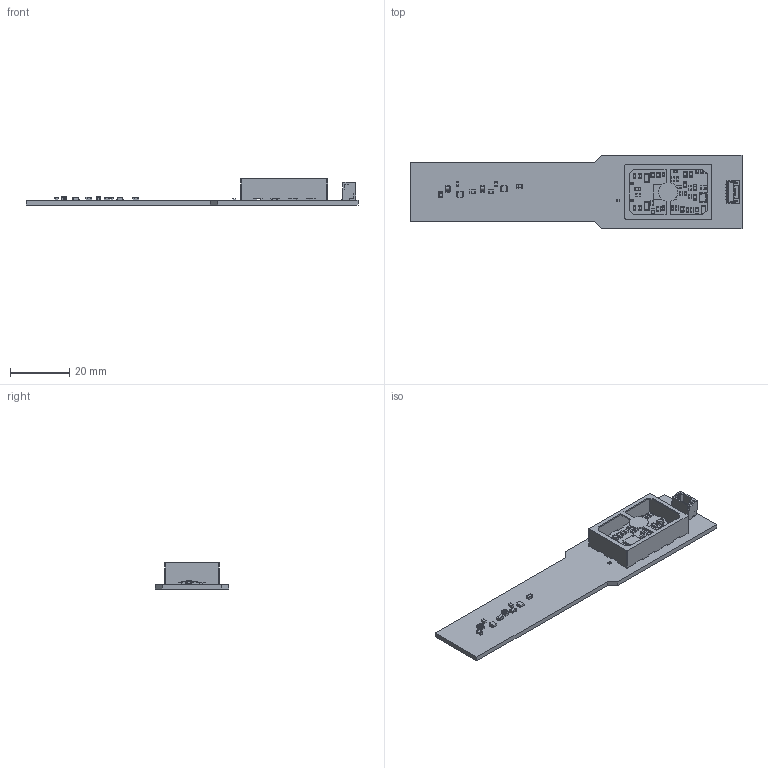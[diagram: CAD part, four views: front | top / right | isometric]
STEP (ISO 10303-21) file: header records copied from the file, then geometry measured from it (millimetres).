
FILE_DESCRIPTION(('KiCad electronic assembly'),'2;1');
FILE_NAME('MW_generator.step','2022-04-29T10:26:56',('An Author'),( 'A Company'),'Open CASCADE STEP processor 6.9', 'KiCad to STEP converter','Unknown');
FILE_SCHEMA(('AUTOMOTIVE_DESIGN { 1 0 10303 214 1 1 1 1 }'));
Length unit declared in the file: millimetre
Products named in the file (26): Open CASCADE STEP translator 6.9 1; SMD_1005_L; COMPOUND; SMD_1608_R; BM06B-NSHSS; ASE-25; SMD_2012_C; SMD_1608_C; BMI-S-209-F; SOLID; SMA3117; SMD_2012_L2; ADF4351; SMD_3216_R; SMD_2012_L
Assembly tree (73 placements, depth 3):
  Open CASCADE STEP translator 6.9 1
    SMD_1005_L  x3
      COMPOUND
    SMD_1608_R  x12
      COMPOUND
    BM06B-NSHSS
      COMPOUND
    ASE-25
      COMPOUND
    SMD_2012_C  x16
      COMPOUND
    SMD_1608_C  x17
      COMPOUND
    BMI-S-209-F
      SOLID
    SMA3117  x2
      COMPOUND
    SMD_2012_L2  x2
      COMPOUND
    ADF4351
      COMPOUND
    SMD_3216_R  x3
      COMPOUND
    SMD_2012_L
      COMPOUND
    SOLID
Bounding box: 112.5 x 25 x 8.85 mm (x, y, z)
Volume: 4654 mm3; surface area: 8441.7 mm2
Topology: 268 solids, 268 shells, 3480 faces, 7668 edges, 4122 vertices
Faces by surface type: plane 1636, cylinder 1236, sphere 608
Entity records: 64094 total; most frequent: CARTESIAN_POINT 13617, DIRECTION 8441, LINE 5369, VECTOR 5369, ORIENTED_EDGE 4132, PCURVE 4132, DEFINITIONAL_REPRESENTATION 4132, EDGE_CURVE 2066
